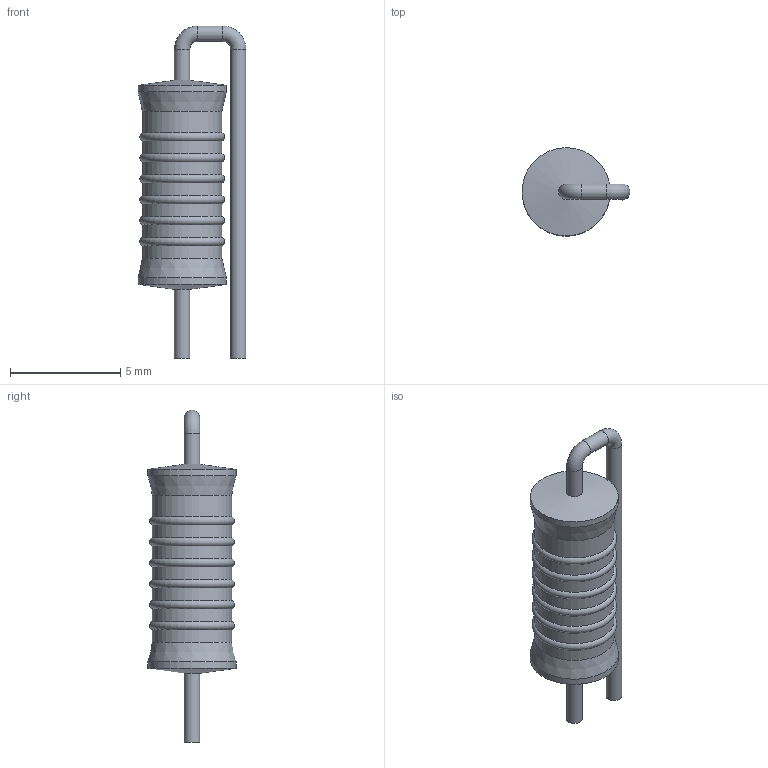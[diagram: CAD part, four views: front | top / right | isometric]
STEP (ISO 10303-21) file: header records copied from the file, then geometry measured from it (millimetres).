
FILE_DESCRIPTION(('FreeCAD Model'),'2;1');
FILE_NAME('L_Axial_L9.5mm_D4.0mm_P2.54mm_Vertical_Fastron_SMCC.step', '2018-01-10T10:14:51',('kicad StepUp'),('ksu MCAD'), 'Open CASCADE STEP processor 6.8','FreeCAD','Unknown');
FILE_SCHEMA(('AUTOMOTIVE_DESIGN_CC2 { 1 2 10303 214 -1 1 5 4 }'));
Length unit declared in the file: millimetre
Products named in the file (1): L_Axial_L9.5mm_D4.0mm_P2.54mm_Vertical_Fastron_SMCC
Bounding box: 4.89 x 4 x 15.05 mm (x, y, z)
Volume: 108.3 mm3; surface area: 185.9 mm2
Topology: 1 solids, 1 shells, 27 faces, 51 edges, 26 vertices
Faces by surface type: cylinder 13, torus 8, cone 4, plane 2
Full cylindrical faces by diameter (mm): 0.7 x4, 3.6 x7, 4 x2
Entity records: 541 total; most frequent: ORIENTED_EDGE 83, CARTESIAN_POINT 77, AXIS2_PLACEMENT_3D 52, EDGE_CURVE 51, DIRECTION 42, CIRCLE 34, ADVANCED_FACE 27, FACE_BOUND 27
